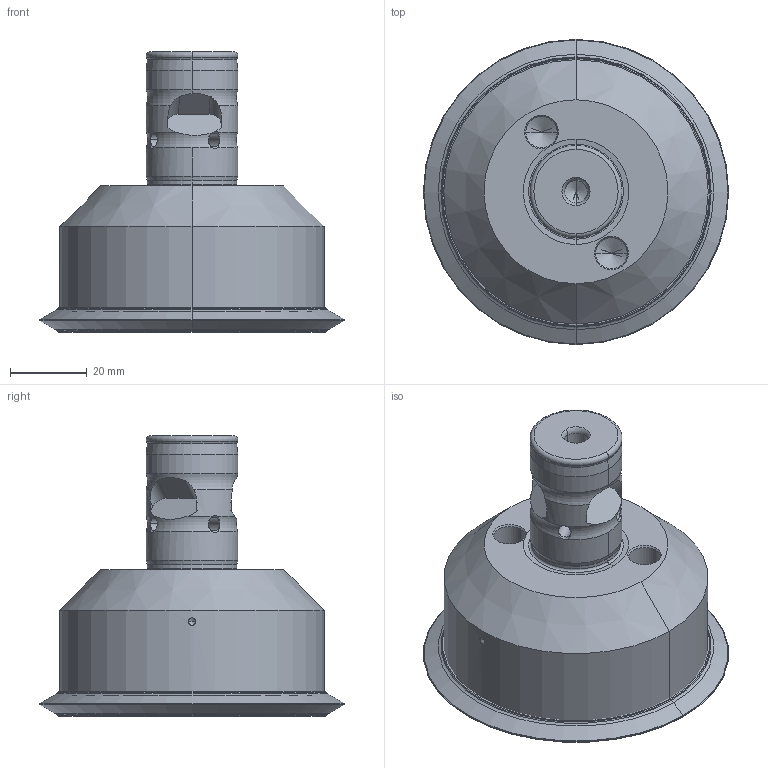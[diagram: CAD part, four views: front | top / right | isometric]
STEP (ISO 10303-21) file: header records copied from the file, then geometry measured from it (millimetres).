
FILE_DESCRIPTION((''),'2;1');
FILE_NAME('17Y1E080064Z4R00','2019-08-26T',('schicker'),(''),'CREO PARAMETRIC BY PTC INC, 2017020','CREO PARAMETRIC BY PTC INC, 2017020','');
FILE_SCHEMA(('AUTOMOTIVE_DESIGN { 1 0 10303 214 1 1 1 1 }'));
Length unit declared in the file: millimetre
Products named in the file (3): NOCUT; CUT; 17Y1E080064Z4R00
Assembly tree (2 placements, depth 2):
  17Y1E080064Z4R00
    NOCUT
    CUT
Bounding box: 79.65 x 79.65 x 73.17 mm (x, y, z)
Volume: 156691.7 mm3; surface area: 25693 mm2
Topology: 2 solids, 2 shells, 127 faces, 342 edges, 208 vertices
Faces by surface type: cone 35, cylinder 35, revolution 22, torus 18, plane 17
Entity records: 7469 total; most frequent: CARTESIAN_POINT 2910, ORIENTED_EDGE 634, DIRECTION 603, PRESENTATION_STYLE_ASSIGNMENT 340, STYLED_ITEM 340, CURVE_STYLE 338, EDGE_CURVE 317, AXIS2_PLACEMENT_3D 248
